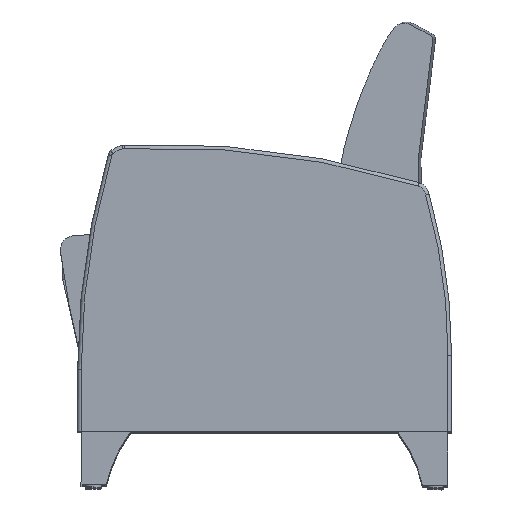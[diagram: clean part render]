
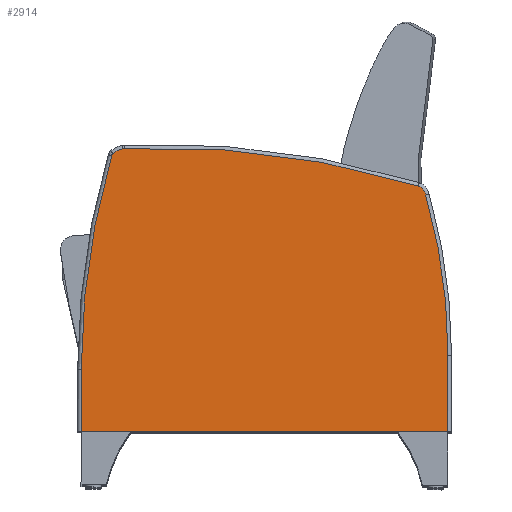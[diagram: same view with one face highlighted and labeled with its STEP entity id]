
A CAD part, top view. The second image highlights one B-rep face of the part: STEP entity #2914.
In plain terms, the highlighted planar face has unit normal (0, 0, 1).
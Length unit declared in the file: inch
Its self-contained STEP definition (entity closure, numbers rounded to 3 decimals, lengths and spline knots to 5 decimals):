
#375=PLANE('',#3266);
#531=FACE_OUTER_BOUND('',#713,.T.);
#713=EDGE_LOOP('',(#2463,#2464,#2465,#2466,#2467,#2468,#2469,#2470,#2471,
#2472));
#845=LINE('',#5710,#988);
#847=LINE('',#5756,#990);
#863=LINE('',#5880,#1006);
#988=VECTOR('',#3794,0.3937);
#990=VECTOR('',#3832,0.3937);
#1006=VECTOR('',#3934,0.3937);
#1137=CIRCLE('',#3197,0.25);
#1141=CIRCLE('',#3202,53.84447);
#1145=CIRCLE('',#3208,1.61874);
#1148=CIRCLE('',#3212,0.75);
#1151=CIRCLE('',#3216,59.75);
#1153=CIRCLE('',#3219,0.75);
#1156=CIRCLE('',#3224,40.58554);
#1377=VERTEX_POINT('',#5671);
#1378=VERTEX_POINT('',#5672);
#1382=VERTEX_POINT('',#5693);
#1384=VERTEX_POINT('',#5708);
#1385=VERTEX_POINT('',#5712);
#1387=VERTEX_POINT('',#5718);
#1389=VERTEX_POINT('',#5724);
#1392=VERTEX_POINT('',#5732);
#1393=VERTEX_POINT('',#5749);
#1396=VERTEX_POINT('',#5754);
#1719=EDGE_CURVE('',#1377,#1378,#1137,.T.);
#1725=EDGE_CURVE('',#1382,#1377,#1141,.T.);
#1728=EDGE_CURVE('',#1384,#1382,#845,.T.);
#1731=EDGE_CURVE('',#1378,#1385,#1145,.T.);
#1734=EDGE_CURVE('',#1385,#1387,#1148,.T.);
#1737=EDGE_CURVE('',#1387,#1389,#1151,.T.);
#1739=EDGE_CURVE('',#1389,#1392,#1153,.T.);
#1744=EDGE_CURVE('',#1396,#1393,#847,.T.);
#1745=EDGE_CURVE('',#1392,#1396,#1156,.T.);
#1786=EDGE_CURVE('',#1393,#1384,#863,.T.);
#2463=ORIENTED_EDGE('',*,*,#1728,.F.);
#2464=ORIENTED_EDGE('',*,*,#1786,.F.);
#2465=ORIENTED_EDGE('',*,*,#1744,.F.);
#2466=ORIENTED_EDGE('',*,*,#1745,.F.);
#2467=ORIENTED_EDGE('',*,*,#1739,.F.);
#2468=ORIENTED_EDGE('',*,*,#1737,.F.);
#2469=ORIENTED_EDGE('',*,*,#1734,.F.);
#2470=ORIENTED_EDGE('',*,*,#1731,.F.);
#2471=ORIENTED_EDGE('',*,*,#1719,.F.);
#2472=ORIENTED_EDGE('',*,*,#1725,.F.);
#2914=ADVANCED_FACE('',(#531),#375,.T.);
#3197=AXIS2_PLACEMENT_3D('',#5673,#3777,#3778);
#3202=AXIS2_PLACEMENT_3D('',#5704,#3787,#3788);
#3208=AXIS2_PLACEMENT_3D('',#5716,#3801,#3802);
#3212=AXIS2_PLACEMENT_3D('',#5722,#3809,#3810);
#3216=AXIS2_PLACEMENT_3D('',#5728,#3817,#3818);
#3219=AXIS2_PLACEMENT_3D('',#5733,#3823,#3824);
#3224=AXIS2_PLACEMENT_3D('',#5758,#3835,#3836);
#3266=AXIS2_PLACEMENT_3D('',#5881,#3935,#3936);
#3777=DIRECTION('center_axis',(0.,0.,-1.));
#3778=DIRECTION('ref_axis',(-0.844,0.537,0.));
#3787=DIRECTION('center_axis',(0.,0.,-1.));
#3788=DIRECTION('ref_axis',(-0.99,0.14,0.));
#3794=DIRECTION('',(0.,1.,0.));
#3801=DIRECTION('center_axis',(0.,0.,-1.));
#3802=DIRECTION('ref_axis',(-0.425,0.905,0.));
#3809=DIRECTION('center_axis',(0.,0.,-1.));
#3810=DIRECTION('ref_axis',(-0.128,0.992,0.));
#3817=DIRECTION('center_axis',(0.,0.,-1.));
#3818=DIRECTION('ref_axis',(0.124,0.992,0.));
#3823=DIRECTION('center_axis',(0.,0.,-1.));
#3824=DIRECTION('ref_axis',(0.761,0.649,0.));
#3832=DIRECTION('',(0.,-1.,0.));
#3835=DIRECTION('center_axis',(0.,0.,-1.));
#3836=DIRECTION('ref_axis',(0.99,0.139,0.));
#3934=DIRECTION('',(-1.,0.,0.));
#3935=DIRECTION('center_axis',(0.,0.,1.));
#3936=DIRECTION('ref_axis',(1.,0.,0.));
#5671=CARTESIAN_POINT('',(-12.3965,20.65936,2.75));
#5672=CARTESIAN_POINT('',(-12.30759,20.8021,2.75));
#5673=CARTESIAN_POINT('Origin',(-12.15221,20.60625,2.75));
#5693=CARTESIAN_POINT('',(-14.50196,5.72409,2.75));
#5704=CARTESIAN_POINT('Origin',(39.34251,5.74957,2.75));
#5708=CARTESIAN_POINT('',(-14.50196,1.38751,2.75));
#5710=CARTESIAN_POINT('',(-14.50196,5.41302,2.75));
#5712=CARTESIAN_POINT('',(-11.63546,21.11791,2.75));
#5716=CARTESIAN_POINT('Origin',(-11.3015,19.534,2.75));
#5718=CARTESIAN_POINT('',(-11.51791,21.13312,2.75));
#5722=CARTESIAN_POINT('Origin',(-11.48073,20.38404,2.75));
#5724=CARTESIAN_POINT('',(9.03893,18.55741,2.75));
#5728=CARTESIAN_POINT('Origin',(-8.55543,-38.54339,2.75));
#5732=CARTESIAN_POINT('',(9.56287,17.92892,2.75));
#5733=CARTESIAN_POINT('Origin',(8.81808,17.84066,2.75));
#5749=CARTESIAN_POINT('',(11.14024,1.38751,2.75));
#5754=CARTESIAN_POINT('',(11.14024,6.72403,2.75));
#5756=CARTESIAN_POINT('',(11.14024,8.58129,2.75));
#5758=CARTESIAN_POINT('Origin',(-29.4453,6.72403,2.75));
#5880=CARTESIAN_POINT('',(12.28079,1.38751,2.75));
#5881=CARTESIAN_POINT('Origin',(-1.61059,10.43854,2.75));
